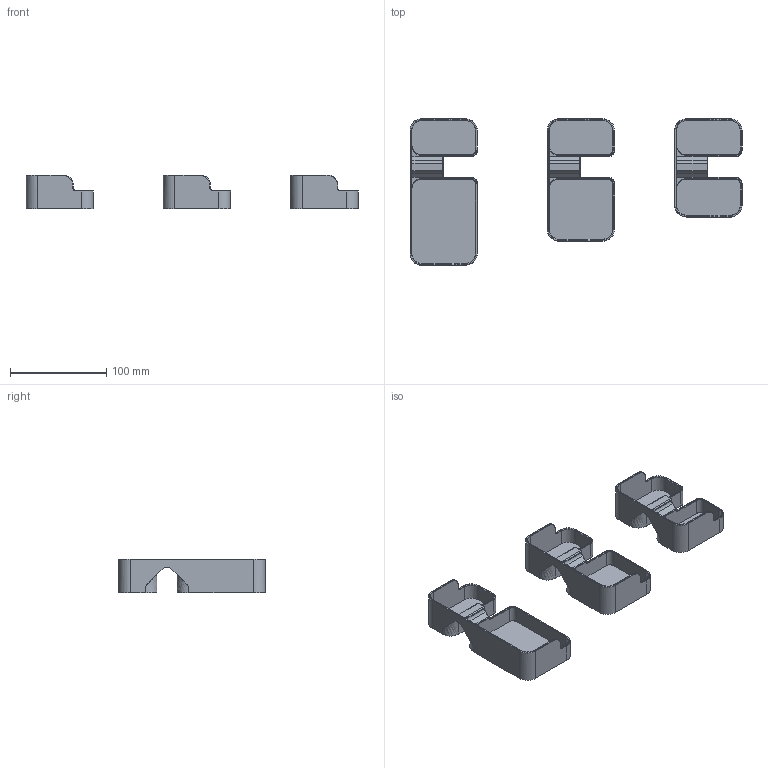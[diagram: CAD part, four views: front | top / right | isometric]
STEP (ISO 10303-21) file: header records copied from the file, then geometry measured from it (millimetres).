
FILE_DESCRIPTION(/* description */ (''),/* implementation_level */ '2;1');
FILE_NAME(/* name */ 'brush_holder_250mm_300mm_350mm',/* time_stamp */ '2020-07-29T11:36:24+10:00',/* author */ (''),/* organization */ (''),/* preprocessor_version */ 'ST-DEVELOPER v16.5',/* originating_system */ '',/* authorisation */ '');
FILE_SCHEMA (('AUTOMOTIVE_DESIGN'));
Length unit declared in the file: millimetre
Products named in the file (1): Document
Bounding box: 344.88 x 152 x 35 mm (x, y, z)
Volume: 117106.3 mm3; surface area: 117310.1 mm2
Topology: 3 solids, 3 shells, 408 faces, 1014 edges, 612 vertices
Faces by surface type: plane 258, bspline 150
Entity records: 11302 total; most frequent: CARTESIAN_POINT 4796, ORIENTED_EDGE 2028, EDGE_CURVE 1014, B_SPLINE_CURVE_WITH_KNOTS 798, VERTEX_POINT 612, ADVANCED_FACE 408, FACE_OUTER_BOUND 408, EDGE_LOOP 408
